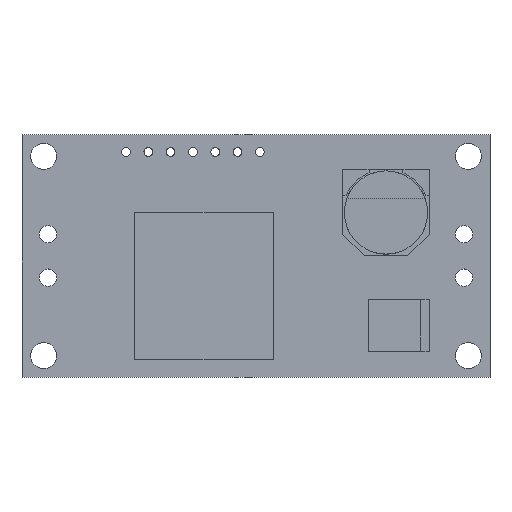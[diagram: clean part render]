
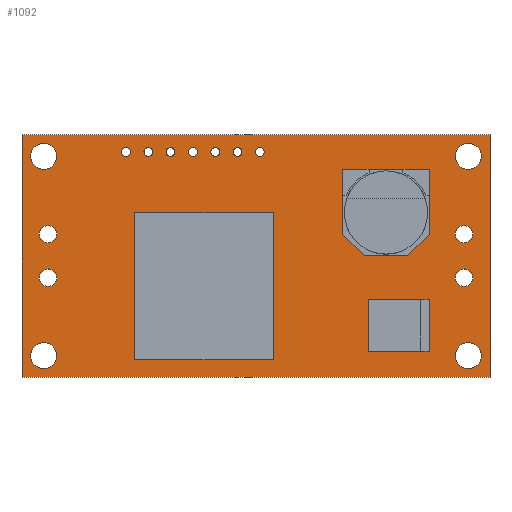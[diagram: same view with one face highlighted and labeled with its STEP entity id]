
A CAD part, top view. The second image highlights one B-rep face of the part: STEP entity #1092.
In plain terms, the highlighted planar face has unit normal (0, 0, 1).
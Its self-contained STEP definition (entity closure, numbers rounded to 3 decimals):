
#27=FACE_BOUND('',#185,.T.);
#28=FACE_BOUND('',#186,.T.);
#29=FACE_BOUND('',#187,.T.);
#30=FACE_BOUND('',#188,.T.);
#31=FACE_BOUND('',#189,.T.);
#32=FACE_BOUND('',#190,.T.);
#33=FACE_BOUND('',#191,.T.);
#34=FACE_BOUND('',#192,.T.);
#35=FACE_BOUND('',#193,.T.);
#36=FACE_BOUND('',#194,.T.);
#37=FACE_BOUND('',#195,.T.);
#38=FACE_BOUND('',#196,.T.);
#39=FACE_BOUND('',#197,.T.);
#40=FACE_BOUND('',#198,.T.);
#41=FACE_BOUND('',#199,.T.);
#63=PLANE('',#1205);
#121=FACE_OUTER_BOUND('',#184,.T.);
#184=EDGE_LOOP('',(#835,#836,#837,#838));
#185=EDGE_LOOP('',(#839));
#186=EDGE_LOOP('',(#840));
#187=EDGE_LOOP('',(#841));
#188=EDGE_LOOP('',(#842));
#189=EDGE_LOOP('',(#843));
#190=EDGE_LOOP('',(#844));
#191=EDGE_LOOP('',(#845));
#192=EDGE_LOOP('',(#846));
#193=EDGE_LOOP('',(#847));
#194=EDGE_LOOP('',(#848));
#195=EDGE_LOOP('',(#849));
#196=EDGE_LOOP('',(#850));
#197=EDGE_LOOP('',(#851));
#198=EDGE_LOOP('',(#852));
#199=EDGE_LOOP('',(#853));
#277=LINE('',#1672,#384);
#280=LINE('',#1678,#387);
#283=LINE('',#1684,#390);
#286=LINE('',#1688,#393);
#384=VECTOR('',#1370,10.);
#387=VECTOR('',#1375,10.);
#390=VECTOR('',#1380,10.);
#393=VECTOR('',#1385,10.);
#474=CIRCLE('',#1157,0.5);
#476=CIRCLE('',#1160,0.5);
#478=CIRCLE('',#1163,0.5);
#480=CIRCLE('',#1166,1.);
#482=CIRCLE('',#1169,1.5);
#484=CIRCLE('',#1172,1.5);
#486=CIRCLE('',#1175,1.);
#488=CIRCLE('',#1178,0.5);
#490=CIRCLE('',#1181,1.5);
#492=CIRCLE('',#1184,1.);
#494=CIRCLE('',#1187,0.5);
#496=CIRCLE('',#1190,1.);
#498=CIRCLE('',#1193,0.5);
#500=CIRCLE('',#1196,0.5);
#502=CIRCLE('',#1199,1.5);
#514=VERTEX_POINT('',#1576);
#516=VERTEX_POINT('',#1582);
#518=VERTEX_POINT('',#1588);
#520=VERTEX_POINT('',#1594);
#522=VERTEX_POINT('',#1600);
#524=VERTEX_POINT('',#1606);
#526=VERTEX_POINT('',#1612);
#528=VERTEX_POINT('',#1618);
#530=VERTEX_POINT('',#1624);
#532=VERTEX_POINT('',#1630);
#534=VERTEX_POINT('',#1636);
#536=VERTEX_POINT('',#1642);
#538=VERTEX_POINT('',#1648);
#540=VERTEX_POINT('',#1654);
#542=VERTEX_POINT('',#1660);
#546=VERTEX_POINT('',#1669);
#547=VERTEX_POINT('',#1671);
#549=VERTEX_POINT('',#1677);
#551=VERTEX_POINT('',#1683);
#612=EDGE_CURVE('',#514,#514,#474,.T.);
#615=EDGE_CURVE('',#516,#516,#476,.T.);
#618=EDGE_CURVE('',#518,#518,#478,.T.);
#621=EDGE_CURVE('',#520,#520,#480,.T.);
#624=EDGE_CURVE('',#522,#522,#482,.T.);
#627=EDGE_CURVE('',#524,#524,#484,.T.);
#630=EDGE_CURVE('',#526,#526,#486,.T.);
#633=EDGE_CURVE('',#528,#528,#488,.T.);
#636=EDGE_CURVE('',#530,#530,#490,.T.);
#639=EDGE_CURVE('',#532,#532,#492,.T.);
#642=EDGE_CURVE('',#534,#534,#494,.T.);
#645=EDGE_CURVE('',#536,#536,#496,.T.);
#648=EDGE_CURVE('',#538,#538,#498,.T.);
#651=EDGE_CURVE('',#540,#540,#500,.T.);
#654=EDGE_CURVE('',#542,#542,#502,.T.);
#659=EDGE_CURVE('',#547,#546,#277,.T.);
#662=EDGE_CURVE('',#549,#547,#280,.T.);
#665=EDGE_CURVE('',#551,#549,#283,.T.);
#668=EDGE_CURVE('',#546,#551,#286,.T.);
#835=ORIENTED_EDGE('',*,*,#668,.T.);
#836=ORIENTED_EDGE('',*,*,#665,.T.);
#837=ORIENTED_EDGE('',*,*,#662,.T.);
#838=ORIENTED_EDGE('',*,*,#659,.T.);
#839=ORIENTED_EDGE('',*,*,#654,.T.);
#840=ORIENTED_EDGE('',*,*,#651,.T.);
#841=ORIENTED_EDGE('',*,*,#648,.T.);
#842=ORIENTED_EDGE('',*,*,#645,.T.);
#843=ORIENTED_EDGE('',*,*,#642,.T.);
#844=ORIENTED_EDGE('',*,*,#639,.T.);
#845=ORIENTED_EDGE('',*,*,#636,.T.);
#846=ORIENTED_EDGE('',*,*,#633,.T.);
#847=ORIENTED_EDGE('',*,*,#630,.T.);
#848=ORIENTED_EDGE('',*,*,#627,.T.);
#849=ORIENTED_EDGE('',*,*,#624,.T.);
#850=ORIENTED_EDGE('',*,*,#621,.T.);
#851=ORIENTED_EDGE('',*,*,#618,.T.);
#852=ORIENTED_EDGE('',*,*,#615,.T.);
#853=ORIENTED_EDGE('',*,*,#612,.T.);
#1092=ADVANCED_FACE('',(#121,#27,#28,#29,#30,#31,#32,#33,#34,#35,#36,#37,
#38,#39,#40,#41),#63,.T.);
#1157=AXIS2_PLACEMENT_3D('',#1577,#1263,#1264);
#1160=AXIS2_PLACEMENT_3D('',#1583,#1270,#1271);
#1163=AXIS2_PLACEMENT_3D('',#1589,#1277,#1278);
#1166=AXIS2_PLACEMENT_3D('',#1595,#1284,#1285);
#1169=AXIS2_PLACEMENT_3D('',#1601,#1291,#1292);
#1172=AXIS2_PLACEMENT_3D('',#1607,#1298,#1299);
#1175=AXIS2_PLACEMENT_3D('',#1613,#1305,#1306);
#1178=AXIS2_PLACEMENT_3D('',#1619,#1312,#1313);
#1181=AXIS2_PLACEMENT_3D('',#1625,#1319,#1320);
#1184=AXIS2_PLACEMENT_3D('',#1631,#1326,#1327);
#1187=AXIS2_PLACEMENT_3D('',#1637,#1333,#1334);
#1190=AXIS2_PLACEMENT_3D('',#1643,#1340,#1341);
#1193=AXIS2_PLACEMENT_3D('',#1649,#1347,#1348);
#1196=AXIS2_PLACEMENT_3D('',#1655,#1354,#1355);
#1199=AXIS2_PLACEMENT_3D('',#1661,#1361,#1362);
#1205=AXIS2_PLACEMENT_3D('',#1689,#1386,#1387);
#1263=DIRECTION('center_axis',(0.,0.,-1.));
#1264=DIRECTION('ref_axis',(1.,0.,0.));
#1270=DIRECTION('center_axis',(0.,0.,-1.));
#1271=DIRECTION('ref_axis',(1.,0.,0.));
#1277=DIRECTION('center_axis',(0.,0.,-1.));
#1278=DIRECTION('ref_axis',(1.,0.,0.));
#1284=DIRECTION('center_axis',(0.,0.,-1.));
#1285=DIRECTION('ref_axis',(1.,0.,0.));
#1291=DIRECTION('center_axis',(0.,0.,-1.));
#1292=DIRECTION('ref_axis',(1.,0.,0.));
#1298=DIRECTION('center_axis',(0.,0.,-1.));
#1299=DIRECTION('ref_axis',(1.,0.,0.));
#1305=DIRECTION('center_axis',(0.,0.,-1.));
#1306=DIRECTION('ref_axis',(1.,0.,0.));
#1312=DIRECTION('center_axis',(0.,0.,-1.));
#1313=DIRECTION('ref_axis',(1.,0.,0.));
#1319=DIRECTION('center_axis',(0.,0.,-1.));
#1320=DIRECTION('ref_axis',(1.,0.,0.));
#1326=DIRECTION('center_axis',(0.,0.,-1.));
#1327=DIRECTION('ref_axis',(1.,0.,0.));
#1333=DIRECTION('center_axis',(0.,0.,-1.));
#1334=DIRECTION('ref_axis',(1.,0.,0.));
#1340=DIRECTION('center_axis',(0.,0.,-1.));
#1341=DIRECTION('ref_axis',(1.,0.,0.));
#1347=DIRECTION('center_axis',(0.,0.,-1.));
#1348=DIRECTION('ref_axis',(1.,0.,0.));
#1354=DIRECTION('center_axis',(0.,0.,-1.));
#1355=DIRECTION('ref_axis',(1.,0.,0.));
#1361=DIRECTION('center_axis',(0.,0.,-1.));
#1362=DIRECTION('ref_axis',(1.,0.,0.));
#1370=DIRECTION('',(-1.,0.,0.));
#1375=DIRECTION('',(0.,1.,0.));
#1380=DIRECTION('',(1.,0.,0.));
#1385=DIRECTION('',(0.,-1.,0.));
#1386=DIRECTION('center_axis',(0.,0.,1.));
#1387=DIRECTION('ref_axis',(1.,0.,0.));
#1576=CARTESIAN_POINT('',(14.075,26.,2.));
#1577=CARTESIAN_POINT('Origin',(14.575,26.,2.));
#1582=CARTESIAN_POINT('',(11.5,26.,2.));
#1583=CARTESIAN_POINT('Origin',(12.,26.,2.));
#1588=CARTESIAN_POINT('',(16.65,26.,2.));
#1589=CARTESIAN_POINT('Origin',(17.15,26.,2.));
#1594=CARTESIAN_POINT('',(50.,11.5,2.));
#1595=CARTESIAN_POINT('Origin',(51.,11.5,2.));
#1600=CARTESIAN_POINT('',(1.,25.5,2.));
#1601=CARTESIAN_POINT('Origin',(2.5,25.5,2.));
#1606=CARTESIAN_POINT('',(50.,2.5,2.));
#1607=CARTESIAN_POINT('Origin',(51.5,2.5,2.));
#1612=CARTESIAN_POINT('',(2.,11.5,2.));
#1613=CARTESIAN_POINT('Origin',(3.,11.5,2.));
#1618=CARTESIAN_POINT('',(19.225,26.,2.));
#1619=CARTESIAN_POINT('Origin',(19.725,26.,2.));
#1624=CARTESIAN_POINT('',(1.,2.5,2.));
#1625=CARTESIAN_POINT('Origin',(2.5,2.5,2.));
#1630=CARTESIAN_POINT('',(2.,16.5,2.));
#1631=CARTESIAN_POINT('Origin',(3.,16.5,2.));
#1636=CARTESIAN_POINT('',(24.375,26.,2.));
#1637=CARTESIAN_POINT('Origin',(24.875,26.,2.));
#1642=CARTESIAN_POINT('',(50.,16.5,2.));
#1643=CARTESIAN_POINT('Origin',(51.,16.5,2.));
#1648=CARTESIAN_POINT('',(21.8,26.,2.));
#1649=CARTESIAN_POINT('Origin',(22.3,26.,2.));
#1654=CARTESIAN_POINT('',(26.95,26.,2.));
#1655=CARTESIAN_POINT('Origin',(27.45,26.,2.));
#1660=CARTESIAN_POINT('',(50.,25.5,2.));
#1661=CARTESIAN_POINT('Origin',(51.5,25.5,2.));
#1669=CARTESIAN_POINT('',(0.,28.,2.));
#1671=CARTESIAN_POINT('',(54.,28.,2.));
#1672=CARTESIAN_POINT('',(54.,28.,2.));
#1677=CARTESIAN_POINT('',(54.,0.,2.));
#1678=CARTESIAN_POINT('',(54.,0.,2.));
#1683=CARTESIAN_POINT('',(0.,0.,2.));
#1684=CARTESIAN_POINT('',(0.,0.,2.));
#1688=CARTESIAN_POINT('',(0.,28.,2.));
#1689=CARTESIAN_POINT('Origin',(27.,14.,2.));
